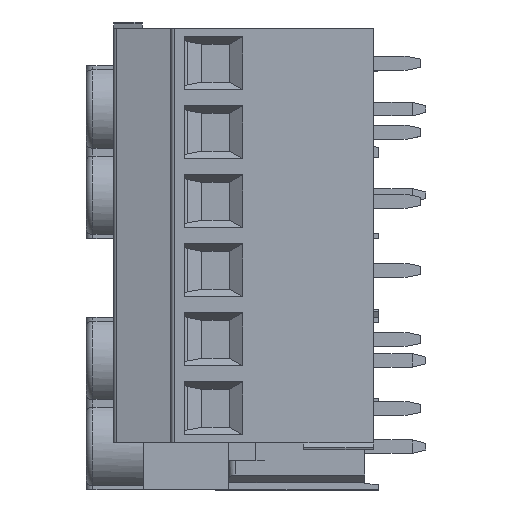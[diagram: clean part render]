
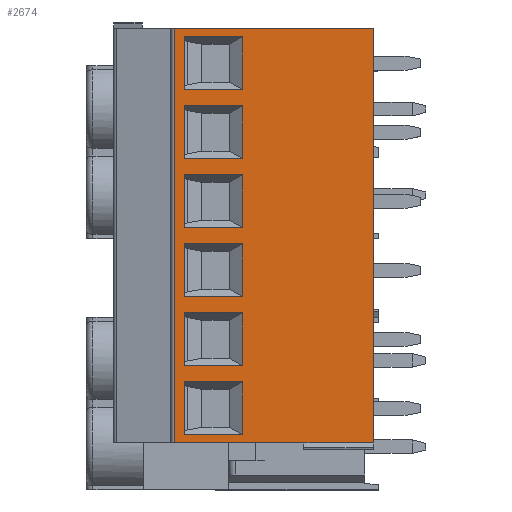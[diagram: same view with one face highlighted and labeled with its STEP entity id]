
A CAD part, top view. The second image highlights one B-rep face of the part: STEP entity #2674.
In plain terms, the highlighted face is planar.
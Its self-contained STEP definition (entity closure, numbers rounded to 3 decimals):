
#1864=FACE_BOUND('',#4647,.T.);
#1865=FACE_BOUND('',#4648,.T.);
#1866=FACE_BOUND('',#4649,.T.);
#1867=FACE_BOUND('',#4650,.T.);
#1868=FACE_BOUND('',#4651,.T.);
#1869=FACE_BOUND('',#4652,.T.);
#1870=FACE_BOUND('',#4653,.T.);
#2045=PLANE('',#18492);
#2674=ADVANCED_FACE('',(#1864,#1865,#1866,#1867,#1868,#1869,#1870),#2045,
 .T.);
#4647=EDGE_LOOP('',(#6410,#6411,#6412,#6413));
#4648=EDGE_LOOP('',(#6414,#6415,#6416,#6417));
#4649=EDGE_LOOP('',(#6418,#6419,#6420,#6421));
#4650=EDGE_LOOP('',(#6422,#6423,#6424,#6425));
#4651=EDGE_LOOP('',(#6426,#6427,#6428,#6429));
#4652=EDGE_LOOP('',(#6430,#6431,#6432,#6433));
#4653=EDGE_LOOP('',(#6434,#6435,#6436,#6437));
#6410=ORIENTED_EDGE('',*,*,#12425,.T.);
#6411=ORIENTED_EDGE('',*,*,#12412,.T.);
#6412=ORIENTED_EDGE('',*,*,#12423,.T.);
#6413=ORIENTED_EDGE('',*,*,#12410,.T.);
#6414=ORIENTED_EDGE('',*,*,#12443,.F.);
#6415=ORIENTED_EDGE('',*,*,#12430,.F.);
#6416=ORIENTED_EDGE('',*,*,#12441,.F.);
#6417=ORIENTED_EDGE('',*,*,#12428,.F.);
#6418=ORIENTED_EDGE('',*,*,#12461,.F.);
#6419=ORIENTED_EDGE('',*,*,#12448,.F.);
#6420=ORIENTED_EDGE('',*,*,#12453,.F.);
#6421=ORIENTED_EDGE('',*,*,#12446,.F.);
#6422=ORIENTED_EDGE('',*,*,#12479,.T.);
#6423=ORIENTED_EDGE('',*,*,#12466,.T.);
#6424=ORIENTED_EDGE('',*,*,#12477,.T.);
#6425=ORIENTED_EDGE('',*,*,#12464,.T.);
#6426=ORIENTED_EDGE('',*,*,#12497,.T.);
#6427=ORIENTED_EDGE('',*,*,#12484,.T.);
#6428=ORIENTED_EDGE('',*,*,#12495,.T.);
#6429=ORIENTED_EDGE('',*,*,#12482,.T.);
#6430=ORIENTED_EDGE('',*,*,#12515,.T.);
#6431=ORIENTED_EDGE('',*,*,#12502,.T.);
#6432=ORIENTED_EDGE('',*,*,#12513,.T.);
#6433=ORIENTED_EDGE('',*,*,#12500,.T.);
#6434=ORIENTED_EDGE('',*,*,#12578,.T.);
#6435=ORIENTED_EDGE('',*,*,#12537,.T.);
#6436=ORIENTED_EDGE('',*,*,#12579,.T.);
#6437=ORIENTED_EDGE('',*,*,#12571,.F.);
#10792=VERTEX_POINT('',#24468);
#10793=VERTEX_POINT('',#24470);
#10794=VERTEX_POINT('',#24474);
#10795=VERTEX_POINT('',#24475);
#10804=VERTEX_POINT('',#24505);
#10805=VERTEX_POINT('',#24507);
#10806=VERTEX_POINT('',#24511);
#10807=VERTEX_POINT('',#24512);
#10816=VERTEX_POINT('',#24542);
#10817=VERTEX_POINT('',#24544);
#10818=VERTEX_POINT('',#24548);
#10819=VERTEX_POINT('',#24549);
#10828=VERTEX_POINT('',#24579);
#10829=VERTEX_POINT('',#24581);
#10830=VERTEX_POINT('',#24585);
#10831=VERTEX_POINT('',#24586);
#10840=VERTEX_POINT('',#24616);
#10841=VERTEX_POINT('',#24618);
#10842=VERTEX_POINT('',#24622);
#10843=VERTEX_POINT('',#24623);
#10852=VERTEX_POINT('',#24653);
#10853=VERTEX_POINT('',#24655);
#10854=VERTEX_POINT('',#24659);
#10855=VERTEX_POINT('',#24660);
#10877=VERTEX_POINT('',#24728);
#10878=VERTEX_POINT('',#24730);
#10905=VERTEX_POINT('',#24797);
#10906=VERTEX_POINT('',#24799);
#12410=EDGE_CURVE('',#10793,#10792,#14799,.T.);
#12412=EDGE_CURVE('',#10794,#10795,#14801,.T.);
#12423=EDGE_CURVE('',#10795,#10793,#14810,.T.);
#12425=EDGE_CURVE('',#10792,#10794,#14812,.T.);
#12428=EDGE_CURVE('',#10804,#10805,#14815,.T.);
#12430=EDGE_CURVE('',#10806,#10807,#14817,.T.);
#12441=EDGE_CURVE('',#10805,#10806,#14826,.T.);
#12443=EDGE_CURVE('',#10807,#10804,#14828,.T.);
#12446=EDGE_CURVE('',#10816,#10817,#14831,.T.);
#12448=EDGE_CURVE('',#10818,#10819,#14833,.T.);
#12453=EDGE_CURVE('',#10817,#10818,#14838,.T.);
#12461=EDGE_CURVE('',#10819,#10816,#14844,.T.);
#12464=EDGE_CURVE('',#10829,#10828,#14847,.T.);
#12466=EDGE_CURVE('',#10830,#10831,#14849,.T.);
#12477=EDGE_CURVE('',#10831,#10829,#14858,.T.);
#12479=EDGE_CURVE('',#10828,#10830,#14860,.T.);
#12482=EDGE_CURVE('',#10841,#10840,#14863,.T.);
#12484=EDGE_CURVE('',#10842,#10843,#14865,.T.);
#12495=EDGE_CURVE('',#10843,#10841,#14874,.T.);
#12497=EDGE_CURVE('',#10840,#10842,#14876,.T.);
#12500=EDGE_CURVE('',#10853,#10852,#14879,.T.);
#12502=EDGE_CURVE('',#10854,#10855,#14881,.T.);
#12513=EDGE_CURVE('',#10855,#10853,#14890,.T.);
#12515=EDGE_CURVE('',#10852,#10854,#14892,.T.);
#12537=EDGE_CURVE('',#10878,#10877,#14909,.T.);
#12571=EDGE_CURVE('',#10905,#10906,#14932,.T.);
#12578=EDGE_CURVE('',#10905,#10878,#14939,.T.);
#12579=EDGE_CURVE('',#10877,#10906,#14940,.T.);
#14799=LINE('',#24469,#16620);
#14801=LINE('',#24473,#16622);
#14810=LINE('',#24495,#16631);
#14812=LINE('',#24499,#16633);
#14815=LINE('',#24506,#16636);
#14817=LINE('',#24510,#16638);
#14826=LINE('',#24532,#16647);
#14828=LINE('',#24536,#16649);
#14831=LINE('',#24543,#16652);
#14833=LINE('',#24547,#16654);
#14838=LINE('',#24558,#16659);
#14844=LINE('',#24573,#16665);
#14847=LINE('',#24580,#16668);
#14849=LINE('',#24584,#16670);
#14858=LINE('',#24606,#16679);
#14860=LINE('',#24610,#16681);
#14863=LINE('',#24617,#16684);
#14865=LINE('',#24621,#16686);
#14874=LINE('',#24643,#16695);
#14876=LINE('',#24647,#16697);
#14879=LINE('',#24654,#16700);
#14881=LINE('',#24658,#16702);
#14890=LINE('',#24680,#16711);
#14892=LINE('',#24684,#16713);
#14909=LINE('',#24729,#16730);
#14932=LINE('',#24798,#16753);
#14939=LINE('',#24811,#16760);
#14940=LINE('',#24813,#16761);
#16620=VECTOR('',#19952,1.);
#16622=VECTOR('',#19956,1.);
#16631=VECTOR('',#19975,1.);
#16633=VECTOR('',#19981,1.);
#16636=VECTOR('',#19986,1.);
#16638=VECTOR('',#19990,1.);
#16647=VECTOR('',#20009,1.);
#16649=VECTOR('',#20015,1.);
#16652=VECTOR('',#20020,1.);
#16654=VECTOR('',#20024,1.);
#16659=VECTOR('',#20031,1.);
#16665=VECTOR('',#20049,1.);
#16668=VECTOR('',#20054,1.);
#16670=VECTOR('',#20058,1.);
#16679=VECTOR('',#20077,1.);
#16681=VECTOR('',#20083,1.);
#16684=VECTOR('',#20088,1.);
#16686=VECTOR('',#20092,1.);
#16695=VECTOR('',#20111,1.);
#16697=VECTOR('',#20117,1.);
#16700=VECTOR('',#20122,1.);
#16702=VECTOR('',#20126,1.);
#16711=VECTOR('',#20145,1.);
#16713=VECTOR('',#20151,1.);
#16730=VECTOR('',#20192,1.);
#16753=VECTOR('',#20251,1.);
#16760=VECTOR('',#20266,1.);
#16761=VECTOR('',#20269,1.);
#18492=AXIS2_PLACEMENT_3D('',#24814,#20270,#20271);
#19952=DIRECTION('',(-1.,0.,0.));
#19956=DIRECTION('',(1.,0.,0.));
#19975=DIRECTION('',(0.,0.,1.));
#19981=DIRECTION('',(0.,0.,-1.));
#19986=DIRECTION('',(1.,0.,0.));
#19990=DIRECTION('',(-1.,0.,0.));
#20009=DIRECTION('',(0.,0.,-1.));
#20015=DIRECTION('',(0.,0.,1.));
#20020=DIRECTION('',(1.,0.,0.));
#20024=DIRECTION('',(-1.,0.,0.));
#20031=DIRECTION('',(0.,0.,-1.));
#20049=DIRECTION('',(0.,0.,1.));
#20054=DIRECTION('',(-1.,0.,0.));
#20058=DIRECTION('',(1.,0.,0.));
#20077=DIRECTION('',(0.,0.,1.));
#20083=DIRECTION('',(0.,0.,-1.));
#20088=DIRECTION('',(-1.,0.,0.));
#20092=DIRECTION('',(1.,0.,0.));
#20111=DIRECTION('',(0.,0.,1.));
#20117=DIRECTION('',(0.,0.,-1.));
#20122=DIRECTION('',(-1.,0.,0.));
#20126=DIRECTION('',(1.,0.,0.));
#20145=DIRECTION('',(0.,0.,1.));
#20151=DIRECTION('',(0.,0.,-1.));
#20192=DIRECTION('',(0.,0.,1.));
#20251=DIRECTION('',(0.,0.,1.));
#20266=DIRECTION('',(-1.,0.,0.));
#20269=DIRECTION('',(1.,0.,0.));
#20270=DIRECTION('',(0.,1.,0.));
#20271=DIRECTION('',(0.,0.,1.));
#24468=CARTESIAN_POINT('',(26.49,8.6,-9.6));
#24469=CARTESIAN_POINT('',(30.39,8.6,-9.6));
#24470=CARTESIAN_POINT('',(30.39,8.6,-9.6));
#24473=CARTESIAN_POINT('',(26.49,8.6,-13.9));
#24474=CARTESIAN_POINT('',(26.49,8.6,-13.9));
#24475=CARTESIAN_POINT('',(30.39,8.6,-13.9));
#24495=CARTESIAN_POINT('',(30.39,8.6,-13.9));
#24499=CARTESIAN_POINT('',(26.49,8.6,-9.6));
#24505=CARTESIAN_POINT('',(6.17,8.6,-9.6));
#24506=CARTESIAN_POINT('',(6.17,8.6,-9.6));
#24507=CARTESIAN_POINT('',(10.07,8.6,-9.6));
#24510=CARTESIAN_POINT('',(10.07,8.6,-13.9));
#24511=CARTESIAN_POINT('',(10.07,8.6,-13.9));
#24512=CARTESIAN_POINT('',(6.17,8.6,-13.9));
#24532=CARTESIAN_POINT('',(10.07,8.6,-9.6));
#24536=CARTESIAN_POINT('',(6.17,8.6,-13.9));
#24542=CARTESIAN_POINT('',(1.09,8.6,-9.6));
#24543=CARTESIAN_POINT('',(1.09,8.6,-9.6));
#24544=CARTESIAN_POINT('',(4.99,8.6,-9.6));
#24547=CARTESIAN_POINT('',(4.99,8.6,-13.9));
#24548=CARTESIAN_POINT('',(4.99,8.6,-13.9));
#24549=CARTESIAN_POINT('',(1.09,8.6,-13.9));
#24558=CARTESIAN_POINT('',(4.99,8.6,-9.6));
#24573=CARTESIAN_POINT('',(1.09,8.6,-13.9));
#24579=CARTESIAN_POINT('',(11.25,8.6,-9.6));
#24580=CARTESIAN_POINT('',(15.15,8.6,-9.6));
#24581=CARTESIAN_POINT('',(15.15,8.6,-9.6));
#24584=CARTESIAN_POINT('',(11.25,8.6,-13.9));
#24585=CARTESIAN_POINT('',(11.25,8.6,-13.9));
#24586=CARTESIAN_POINT('',(15.15,8.6,-13.9));
#24606=CARTESIAN_POINT('',(15.15,8.6,-13.9));
#24610=CARTESIAN_POINT('',(11.25,8.6,-9.6));
#24616=CARTESIAN_POINT('',(16.33,8.6,-9.6));
#24617=CARTESIAN_POINT('',(20.23,8.6,-9.6));
#24618=CARTESIAN_POINT('',(20.23,8.6,-9.6));
#24621=CARTESIAN_POINT('',(16.33,8.6,-13.9));
#24622=CARTESIAN_POINT('',(16.33,8.6,-13.9));
#24623=CARTESIAN_POINT('',(20.23,8.6,-13.9));
#24643=CARTESIAN_POINT('',(20.23,8.6,-13.9));
#24647=CARTESIAN_POINT('',(16.33,8.6,-9.6));
#24653=CARTESIAN_POINT('',(21.41,8.6,-9.6));
#24654=CARTESIAN_POINT('',(25.31,8.6,-9.6));
#24655=CARTESIAN_POINT('',(25.31,8.6,-9.6));
#24658=CARTESIAN_POINT('',(21.41,8.6,-13.9));
#24659=CARTESIAN_POINT('',(21.41,8.6,-13.9));
#24660=CARTESIAN_POINT('',(25.31,8.6,-13.9));
#24680=CARTESIAN_POINT('',(25.31,8.6,-13.9));
#24684=CARTESIAN_POINT('',(21.41,8.6,-9.6));
#24728=CARTESIAN_POINT('',(0.5,8.6,0.));
#24729=CARTESIAN_POINT('',(0.5,8.6,-14.6));
#24730=CARTESIAN_POINT('',(0.5,8.6,-14.6));
#24797=CARTESIAN_POINT('',(30.98,8.6,-14.6));
#24798=CARTESIAN_POINT('',(30.98,8.6,-14.6));
#24799=CARTESIAN_POINT('',(30.98,8.6,0.));
#24811=CARTESIAN_POINT('',(30.98,8.6,-14.6));
#24813=CARTESIAN_POINT('',(0.5,8.6,0.));
#24814=CARTESIAN_POINT('',(3.04,8.6,-7.3));
